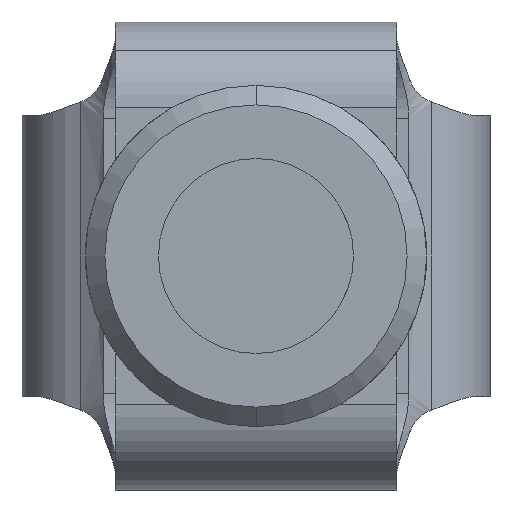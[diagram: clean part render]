
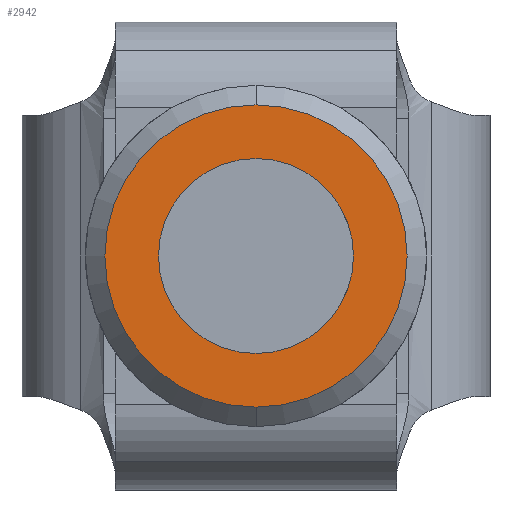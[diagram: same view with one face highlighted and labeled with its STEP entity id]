
A CAD part, front view. The second image highlights one B-rep face of the part: STEP entity #2942.
In plain terms, the highlighted planar face has unit normal (0, -1, 0).
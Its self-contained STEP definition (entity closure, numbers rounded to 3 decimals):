
#1261=CARTESIAN_POINT('',(0.,-15.,0.));
#1262=DIRECTION('',(0.,-1.,0.));
#1263=DIRECTION('',(-1.,0.,0.));
#1264=AXIS2_PLACEMENT_3D('',#1261,#1262,#1263);
#1266=CARTESIAN_POINT('',(0.,-15.,0.));
#1267=DIRECTION('',(0.,-1.,0.));
#1268=DIRECTION('',(1.,0.,0.));
#1269=AXIS2_PLACEMENT_3D('',#1266,#1267,#1268);
#1280=CARTESIAN_POINT('',(0.,-15.,0.));
#1281=DIRECTION('',(0.,1.,0.));
#1282=DIRECTION('',(0.,0.,-1.));
#1283=AXIS2_PLACEMENT_3D('',#1280,#1281,#1282);
#1294=CARTESIAN_POINT('',(0.,-15.,0.));
#1295=DIRECTION('',(0.,-1.,0.));
#1296=DIRECTION('',(0.,0.,-1.));
#1297=AXIS2_PLACEMENT_3D('',#1294,#1295,#1296);
#1503=CARTESIAN_POINT('',(0.,-15.,-7.75));
#1504=CARTESIAN_POINT('',(0.,-15.,7.75));
#1505=VERTEX_POINT('',#1503);
#1506=VERTEX_POINT('',#1504);
#1511=CARTESIAN_POINT('',(-5.,-15.,0.));
#1512=CARTESIAN_POINT('',(5.,-15.,0.));
#1513=VERTEX_POINT('',#1511);
#1514=VERTEX_POINT('',#1512);
#2927=CARTESIAN_POINT('',(0.,-15.,0.));
#2928=DIRECTION('',(0.,-1.,0.));
#2929=DIRECTION('',(0.,0.,1.));
#2930=AXIS2_PLACEMENT_3D('',#2927,#2928,#2929);
#2931=PLANE('',#2930);
#2933=ORIENTED_EDGE('',*,*,#2932,.T.);
#2935=ORIENTED_EDGE('',*,*,#2934,.F.);
#2936=EDGE_LOOP('',(#2933,#2935));
#2937=FACE_OUTER_BOUND('',#2936,.F.);
#2938=ORIENTED_EDGE('',*,*,#2871,.T.);
#2939=ORIENTED_EDGE('',*,*,#2920,.T.);
#2940=EDGE_LOOP('',(#2938,#2939));
#2941=FACE_BOUND('',#2940,.F.);
#1265=CIRCLE('',#1264,5.);
#1270=CIRCLE('',#1269,5.);
#1284=CIRCLE('',#1283,7.75);
#1298=CIRCLE('',#1297,7.75);
#2871=EDGE_CURVE('',#1513,#1514,#1265,.T.);
#2920=EDGE_CURVE('',#1514,#1513,#1270,.T.);
#2932=EDGE_CURVE('',#1505,#1506,#1284,.T.);
#2934=EDGE_CURVE('',#1505,#1506,#1298,.T.);
#2942=ADVANCED_FACE('',(#2937,#2941),#2931,.T.);
